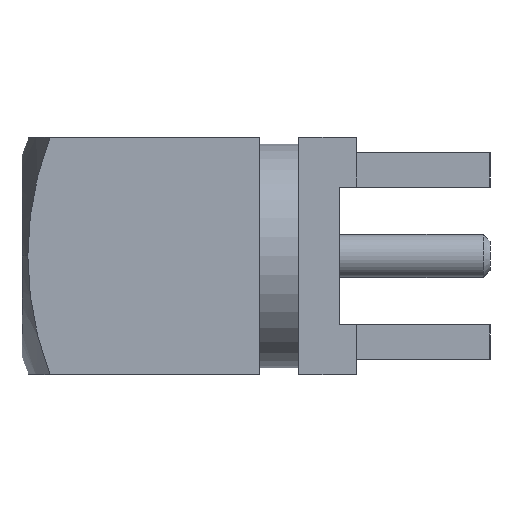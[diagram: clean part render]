
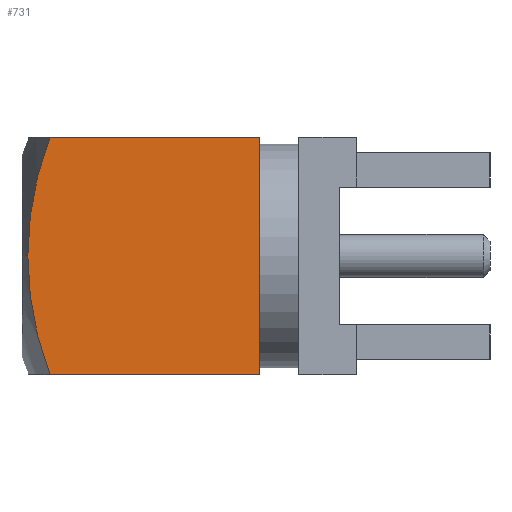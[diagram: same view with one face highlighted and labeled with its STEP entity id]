
A CAD part, left-side view. The second image highlights one B-rep face of the part: STEP entity #731.
In plain terms, the highlighted planar face has unit normal (-1, 0, 0).
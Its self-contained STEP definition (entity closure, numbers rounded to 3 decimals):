
#73 = AXIS2_PLACEMENT_3D ( 'NONE', #3210, #90, #2332 ) ;
#90 = DIRECTION ( 'NONE',  ( 1., 0., 0. ) ) ;
#116 = LINE ( 'NONE', #2621, #2641 ) ;
#132 = CARTESIAN_POINT ( 'NONE',  ( -3.5, 9.86, -3.5 ) ) ;
#362 = EDGE_CURVE ( 'NONE', #453, #515, #2009, .T. ) ;
#415 = ORIENTED_EDGE ( 'NONE', *, *, #911, .F. ) ;
#453 = VERTEX_POINT ( 'NONE', #3743 ) ;
#515 = VERTEX_POINT ( 'NONE', #3508 ) ;
#559 = CARTESIAN_POINT ( 'NONE',  ( -3.5, 9.86, 3.5 ) ) ;
#639 = EDGE_CURVE ( 'NONE', #453, #3519, #3768, .T. ) ;
#692 = CARTESIAN_POINT ( 'NONE',  ( -3.5, 0., 0. ) ) ;
#731 = ADVANCED_FACE ( 'NONE', ( #2750 ), #3734, .F. ) ;
#794 = VECTOR ( 'NONE', #3627, 1000. ) ;
#903 = VERTEX_POINT ( 'NONE', #972 ) ;
#911 = EDGE_CURVE ( 'NONE', #903, #1171, #116, .T. ) ;
#949 = EDGE_CURVE ( 'NONE', #1171, #515, #1680, .T. ) ;
#961 = DIRECTION ( 'NONE',  ( 0., 0., -1. ) ) ;
#972 = CARTESIAN_POINT ( 'NONE',  ( -3.5, 9.033, 3.5 ) ) ;
#1035 = DIRECTION ( 'NONE',  ( 0., -1., 0. ) ) ;
#1171 = VERTEX_POINT ( 'NONE', #3730 ) ;
#1560 = CARTESIAN_POINT ( 'NONE',  ( -3.5, 9.687, 0. ) ) ;
#1680 = LINE ( 'NONE', #1971, #3647 ) ;
#1833 = DIRECTION ( 'NONE',  ( 1., 0., 0. ) ) ;
#1960 = DIRECTION ( 'NONE',  ( 1., 0., 0. ) ) ;
#1971 = CARTESIAN_POINT ( 'NONE',  ( -3.5, 2.86, 3.5 ) ) ;
#2009 = LINE ( 'NONE', #132, #794 ) ;
#2112 = AXIS2_PLACEMENT_3D ( 'NONE', #559, #1833, #2421 ) ;
#2184 = ORIENTED_EDGE ( 'NONE', *, *, #949, .F. ) ;
#2328 = CIRCLE ( 'NONE', #73, 9.687 ) ;
#2332 = DIRECTION ( 'NONE',  ( 0., 0., -1. ) ) ;
#2347 = ORIENTED_EDGE ( 'NONE', *, *, #639, .F. ) ;
#2421 = DIRECTION ( 'NONE',  ( 0., 0., -1. ) ) ;
#2621 = CARTESIAN_POINT ( 'NONE',  ( -3.5, 9.86, 3.5 ) ) ;
#2625 = EDGE_LOOP ( 'NONE', ( #2184, #415, #3696, #2347, #2998 ) ) ;
#2641 = VECTOR ( 'NONE', #1035, 1000. ) ;
#2750 = FACE_OUTER_BOUND ( 'NONE', #2625, .T. ) ;
#2768 = AXIS2_PLACEMENT_3D ( 'NONE', #692, #1960, #961 ) ;
#2810 = EDGE_CURVE ( 'NONE', #3519, #903, #2328, .T. ) ;
#2998 = ORIENTED_EDGE ( 'NONE', *, *, #362, .T. ) ;
#3210 = CARTESIAN_POINT ( 'NONE',  ( -3.5, 0., 0. ) ) ;
#3244 = DIRECTION ( 'NONE',  ( 0., 0., -1. ) ) ;
#3508 = CARTESIAN_POINT ( 'NONE',  ( -3.5, 2.86, -3.5 ) ) ;
#3519 = VERTEX_POINT ( 'NONE', #1560 ) ;
#3627 = DIRECTION ( 'NONE',  ( 0., -1., 0. ) ) ;
#3647 = VECTOR ( 'NONE', #3244, 1000. ) ;
#3696 = ORIENTED_EDGE ( 'NONE', *, *, #2810, .F. ) ;
#3730 = CARTESIAN_POINT ( 'NONE',  ( -3.5, 2.86, 3.5 ) ) ;
#3734 = PLANE ( 'NONE',  #2112 ) ;
#3743 = CARTESIAN_POINT ( 'NONE',  ( -3.5, 9.033, -3.5 ) ) ;
#3768 = CIRCLE ( 'NONE', #2768, 9.687 ) ;
